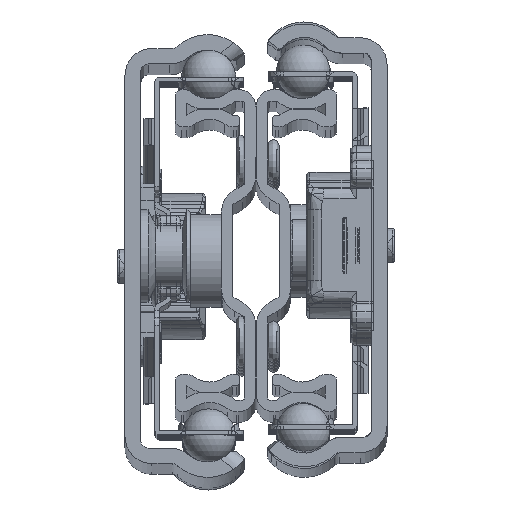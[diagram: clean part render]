
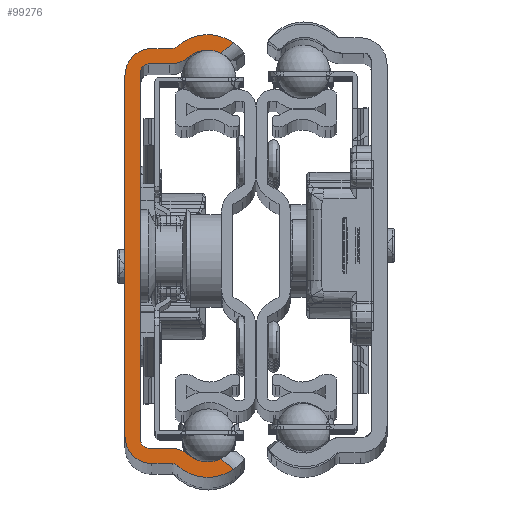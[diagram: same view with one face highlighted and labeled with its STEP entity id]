
A CAD part, top view. The second image highlights one B-rep face of the part: STEP entity #99276.
In plain terms, the highlighted planar face has unit normal (0, 0, 1).
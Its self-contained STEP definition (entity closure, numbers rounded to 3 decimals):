
#6819=PLANE('',#106243);
#11249=LINE('',#169493,#18281);
#11252=LINE('',#169501,#18284);
#11255=LINE('',#169509,#18287);
#11359=LINE('',#169789,#18391);
#11362=LINE('',#169797,#18394);
#11620=LINE('',#170425,#18652);
#11632=LINE('',#170479,#18664);
#11633=LINE('',#170487,#18665);
#11638=LINE('',#170502,#18670);
#11641=LINE('',#170512,#18673);
#18281=VECTOR('',#121998,10.);
#18284=VECTOR('',#122007,10.);
#18287=VECTOR('',#122016,10.);
#18391=VECTOR('',#122196,10.);
#18394=VECTOR('',#122205,10.);
#18652=VECTOR('',#122865,10.);
#18664=VECTOR('',#122903,10.);
#18665=VECTOR('',#122906,10.);
#18670=VECTOR('',#122925,10.);
#18673=VECTOR('',#122938,10.);
#25950=FACE_OUTER_BOUND('',#31300,.T.);
#31300=EDGE_LOOP('',(#77331,#77332,#77333,#77334,#77335,#77336,#77337,#77338,
#77339,#77340,#77341,#77342,#77343,#77344,#77345,#77346,#77347,#77348,#77349,
#77350,#77351,#77352));
#35826=CIRCLE('',#105965,3.8);
#35827=CIRCLE('',#105968,4.);
#35828=CIRCLE('',#105971,1.);
#35864=CIRCLE('',#106009,1.);
#35865=CIRCLE('',#106012,4.);
#35866=CIRCLE('',#106015,3.8);
#35907=CIRCLE('',#106222,5.8);
#35908=CIRCLE('',#106232,5.8);
#35909=CIRCLE('',#106234,1.);
#35910=CIRCLE('',#106237,3.5);
#35911=CIRCLE('',#106239,3.5);
#35912=CIRCLE('',#106242,1.);
#42536=VERTEX_POINT('',#169480);
#42537=VERTEX_POINT('',#169482);
#42538=VERTEX_POINT('',#169491);
#42539=VERTEX_POINT('',#169495);
#42540=VERTEX_POINT('',#169499);
#42541=VERTEX_POINT('',#169503);
#42542=VERTEX_POINT('',#169507);
#42679=VERTEX_POINT('',#169783);
#42680=VERTEX_POINT('',#169787);
#42681=VERTEX_POINT('',#169791);
#42682=VERTEX_POINT('',#169795);
#42684=VERTEX_POINT('',#169801);
#42836=VERTEX_POINT('',#170422);
#42837=VERTEX_POINT('',#170424);
#42843=VERTEX_POINT('',#170453);
#42844=VERTEX_POINT('',#170458);
#42848=VERTEX_POINT('',#170482);
#42849=VERTEX_POINT('',#170492);
#42850=VERTEX_POINT('',#170496);
#42851=VERTEX_POINT('',#170500);
#42852=VERTEX_POINT('',#170506);
#42853=VERTEX_POINT('',#170510);
#54719=EDGE_CURVE('',#42537,#42536,#35826,.T.);
#54722=EDGE_CURVE('',#42536,#42538,#11249,.T.);
#54724=EDGE_CURVE('',#42538,#42539,#35827,.T.);
#54726=EDGE_CURVE('',#42539,#42540,#11252,.T.);
#54728=EDGE_CURVE('',#42540,#42541,#35828,.T.);
#54730=EDGE_CURVE('',#42541,#42542,#11255,.T.);
#54868=EDGE_CURVE('',#42542,#42679,#35864,.T.);
#54870=EDGE_CURVE('',#42679,#42680,#11359,.T.);
#54872=EDGE_CURVE('',#42680,#42681,#35865,.T.);
#54874=EDGE_CURVE('',#42681,#42682,#11362,.T.);
#54877=EDGE_CURVE('',#42682,#42684,#35866,.T.);
#55174=EDGE_CURVE('',#42837,#42836,#11620,.T.);
#55186=EDGE_CURVE('',#42844,#42843,#35907,.T.);
#55193=EDGE_CURVE('',#42537,#42843,#11632,.T.);
#55195=EDGE_CURVE('',#42848,#42684,#11633,.T.);
#55199=EDGE_CURVE('',#42848,#42849,#35908,.T.);
#55201=EDGE_CURVE('',#42849,#42850,#35909,.T.);
#55203=EDGE_CURVE('',#42850,#42851,#11638,.T.);
#55204=EDGE_CURVE('',#42851,#42837,#35910,.T.);
#55206=EDGE_CURVE('',#42836,#42852,#35911,.T.);
#55208=EDGE_CURVE('',#42852,#42853,#11641,.T.);
#55209=EDGE_CURVE('',#42853,#42844,#35912,.T.);
#77331=ORIENTED_EDGE('',*,*,#55193,.F.);
#77332=ORIENTED_EDGE('',*,*,#54719,.T.);
#77333=ORIENTED_EDGE('',*,*,#54722,.T.);
#77334=ORIENTED_EDGE('',*,*,#54724,.T.);
#77335=ORIENTED_EDGE('',*,*,#54726,.T.);
#77336=ORIENTED_EDGE('',*,*,#54728,.T.);
#77337=ORIENTED_EDGE('',*,*,#54730,.T.);
#77338=ORIENTED_EDGE('',*,*,#54868,.T.);
#77339=ORIENTED_EDGE('',*,*,#54870,.T.);
#77340=ORIENTED_EDGE('',*,*,#54872,.T.);
#77341=ORIENTED_EDGE('',*,*,#54874,.T.);
#77342=ORIENTED_EDGE('',*,*,#54877,.T.);
#77343=ORIENTED_EDGE('',*,*,#55195,.F.);
#77344=ORIENTED_EDGE('',*,*,#55199,.T.);
#77345=ORIENTED_EDGE('',*,*,#55201,.T.);
#77346=ORIENTED_EDGE('',*,*,#55203,.T.);
#77347=ORIENTED_EDGE('',*,*,#55204,.T.);
#77348=ORIENTED_EDGE('',*,*,#55174,.T.);
#77349=ORIENTED_EDGE('',*,*,#55206,.T.);
#77350=ORIENTED_EDGE('',*,*,#55208,.T.);
#77351=ORIENTED_EDGE('',*,*,#55209,.T.);
#77352=ORIENTED_EDGE('',*,*,#55186,.T.);
#99276=ADVANCED_FACE('',(#25950),#6819,.F.);
#105965=AXIS2_PLACEMENT_3D('',#169483,#121993,#121994);
#105968=AXIS2_PLACEMENT_3D('',#169497,#122002,#122003);
#105971=AXIS2_PLACEMENT_3D('',#169505,#122011,#122012);
#106009=AXIS2_PLACEMENT_3D('',#169785,#122191,#122192);
#106012=AXIS2_PLACEMENT_3D('',#169793,#122200,#122201);
#106015=AXIS2_PLACEMENT_3D('',#169808,#122209,#122210);
#106222=AXIS2_PLACEMENT_3D('',#170459,#122887,#122888);
#106232=AXIS2_PLACEMENT_3D('',#170494,#122915,#122916);
#106234=AXIS2_PLACEMENT_3D('',#170498,#122920,#122921);
#106237=AXIS2_PLACEMENT_3D('',#170504,#122928,#122929);
#106239=AXIS2_PLACEMENT_3D('',#170508,#122933,#122934);
#106242=AXIS2_PLACEMENT_3D('',#170514,#122941,#122942);
#106243=AXIS2_PLACEMENT_3D('',#170515,#122943,#122944);
#121993=DIRECTION('center_axis',(0.,0.,-1.));
#121994=DIRECTION('ref_axis',(0.627,-0.779,0.));
#121998=DIRECTION('',(-0.779,0.627,0.));
#122002=DIRECTION('center_axis',(0.,0.,1.));
#122003=DIRECTION('ref_axis',(0.,-1.,0.));
#122007=DIRECTION('',(-1.,0.,0.));
#122011=DIRECTION('center_axis',(0.,0.,-1.));
#122012=DIRECTION('ref_axis',(0.,-1.,0.));
#122016=DIRECTION('',(0.,1.,0.));
#122191=DIRECTION('center_axis',(0.,0.,-1.));
#122192=DIRECTION('ref_axis',(-1.,0.,0.));
#122196=DIRECTION('',(1.,0.,0.));
#122200=DIRECTION('center_axis',(0.,0.,1.));
#122201=DIRECTION('ref_axis',(-0.627,0.779,0.));
#122205=DIRECTION('',(0.779,0.627,0.));
#122209=DIRECTION('center_axis',(0.,0.,-1.));
#122210=DIRECTION('ref_axis',(-0.627,0.779,0.));
#122865=DIRECTION('',(0.,-1.,0.));
#122887=DIRECTION('center_axis',(0.,0.,1.));
#122888=DIRECTION('ref_axis',(-0.627,0.779,0.));
#122903=DIRECTION('',(0.781,-0.625,0.));
#122906=DIRECTION('',(-0.781,-0.625,0.));
#122915=DIRECTION('center_axis',(0.,0.,1.));
#122916=DIRECTION('ref_axis',(0.678,-0.735,0.));
#122920=DIRECTION('center_axis',(0.,0.,-1.));
#122921=DIRECTION('ref_axis',(0.678,-0.735,0.));
#122925=DIRECTION('',(-1.,0.,0.));
#122928=DIRECTION('center_axis',(0.,0.,1.));
#122929=DIRECTION('ref_axis',(1.,0.,0.));
#122933=DIRECTION('center_axis',(0.,0.,1.));
#122934=DIRECTION('ref_axis',(0.,1.,0.));
#122938=DIRECTION('',(1.,0.,0.));
#122941=DIRECTION('center_axis',(0.,0.,-1.));
#122942=DIRECTION('ref_axis',(0.,1.,0.));
#122943=DIRECTION('center_axis',(0.,0.,-1.));
#122944=DIRECTION('ref_axis',(1.,0.,0.));
#169480=CARTESIAN_POINT('',(-22.048,-40.265,-521.74));
#169482=CARTESIAN_POINT('',(-17.983,-40.712,-521.74));
#169483=CARTESIAN_POINT('Origin',(-19.666,-37.305,-521.74));
#169491=CARTESIAN_POINT('',(-22.143,-40.189,-521.74));
#169493=CARTESIAN_POINT('',(-22.048,-40.265,-521.74));
#169495=CARTESIAN_POINT('',(-24.651,-39.305,-521.74));
#169497=CARTESIAN_POINT('Origin',(-24.651,-43.305,-521.74));
#169499=CARTESIAN_POINT('',(-27.416,-39.305,-521.74));
#169501=CARTESIAN_POINT('',(-24.651,-39.305,-521.74));
#169503=CARTESIAN_POINT('',(-28.416,-38.305,-521.74));
#169505=CARTESIAN_POINT('Origin',(-27.416,-38.305,-521.74));
#169507=CARTESIAN_POINT('',(-28.416,9.495,-521.74));
#169509=CARTESIAN_POINT('',(-28.416,-38.305,-521.74));
#169783=CARTESIAN_POINT('',(-27.416,10.495,-521.74));
#169785=CARTESIAN_POINT('Origin',(-27.416,9.495,-521.74));
#169787=CARTESIAN_POINT('',(-24.651,10.495,-521.74));
#169789=CARTESIAN_POINT('',(-27.416,10.495,-521.74));
#169791=CARTESIAN_POINT('',(-22.143,11.379,-521.74));
#169793=CARTESIAN_POINT('Origin',(-24.651,14.495,-521.74));
#169795=CARTESIAN_POINT('',(-22.048,11.456,-521.74));
#169797=CARTESIAN_POINT('',(-22.143,11.379,-521.74));
#169801=CARTESIAN_POINT('',(-17.983,11.902,-521.74));
#169808=CARTESIAN_POINT('Origin',(-19.666,8.495,-521.74));
#170422=CARTESIAN_POINT('',(-30.416,-37.805,-521.74));
#170424=CARTESIAN_POINT('',(-30.416,8.995,-521.74));
#170425=CARTESIAN_POINT('',(-30.416,8.995,-521.74));
#170453=CARTESIAN_POINT('',(-16.32,-42.043,-521.74));
#170458=CARTESIAN_POINT('',(-23.597,-41.569,-521.74));
#170459=CARTESIAN_POINT('Origin',(-19.666,-37.305,-521.74));
#170479=CARTESIAN_POINT('',(-26.706,-33.726,-521.74));
#170482=CARTESIAN_POINT('',(-16.32,13.233,-521.74));
#170487=CARTESIAN_POINT('',(-26.194,5.326,-521.74));
#170492=CARTESIAN_POINT('',(-23.597,12.76,-521.74));
#170494=CARTESIAN_POINT('Origin',(-19.666,8.495,-521.74));
#170496=CARTESIAN_POINT('',(-24.274,12.495,-521.74));
#170498=CARTESIAN_POINT('Origin',(-24.274,13.495,-521.74));
#170500=CARTESIAN_POINT('',(-26.916,12.495,-521.74));
#170502=CARTESIAN_POINT('',(-24.274,12.495,-521.74));
#170504=CARTESIAN_POINT('Origin',(-26.916,8.995,-521.74));
#170506=CARTESIAN_POINT('',(-26.916,-41.305,-521.74));
#170508=CARTESIAN_POINT('Origin',(-26.916,-37.805,-521.74));
#170510=CARTESIAN_POINT('',(-24.274,-41.305,-521.74));
#170512=CARTESIAN_POINT('',(-26.916,-41.305,-521.74));
#170514=CARTESIAN_POINT('Origin',(-24.274,-42.305,-521.74));
#170515=CARTESIAN_POINT('Origin',(-26.853,-14.405,-521.74));
